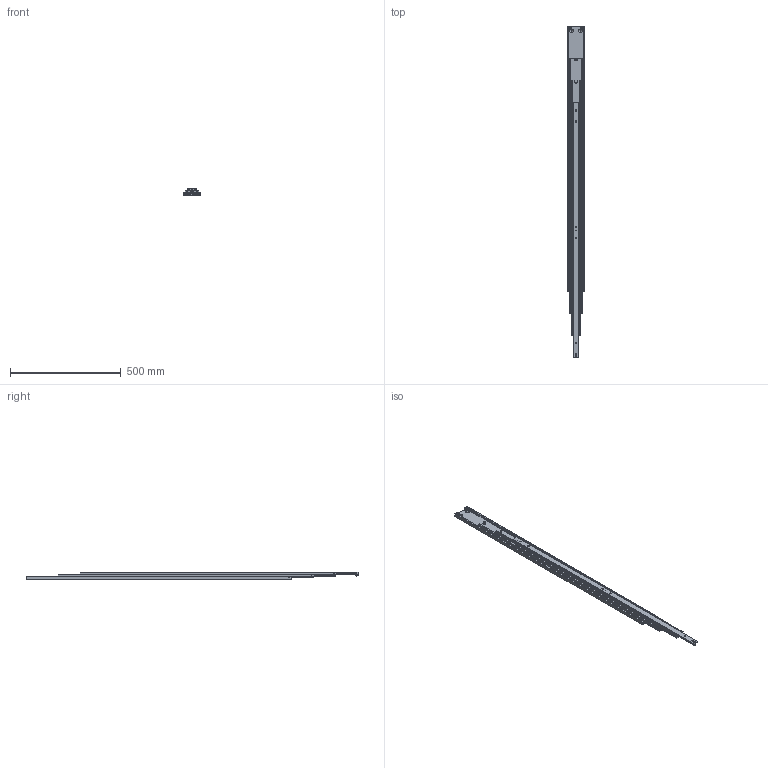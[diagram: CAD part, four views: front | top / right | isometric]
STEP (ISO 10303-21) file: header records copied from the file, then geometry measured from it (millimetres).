
FILE_DESCRIPTION((''),'2;1');
FILE_NAME('XTSR-80-1200.stp','2022-05-23T14:32:58',(''),(''),'Mechanical Desktop 2006','Mechanical Desktop 2006',', , ');
FILE_SCHEMA(('CONFIG_CONTROL_DESIGN'));
Length unit declared in the file: millimetre
Products named in the file (5): XTSR-80-B; MAIN PROFILE; INTER-60; INTER-40; INNER BEAM
Assembly tree (4 placements, depth 2):
  XTSR-80-B
    MAIN PROFILE
    INTER-60
    INTER-40
    INNER BEAM
Bounding box: 80 x 1500 x 32 mm (x, y, z)
Volume: 1812170.9 mm3; surface area: 688237 mm2
Topology: 4 solids, 52 shells, 819 faces, 2078 edges, 1237 vertices
Faces by surface type: cylinder 246, torus 236, cone 182, plane 147, bspline 8
Entity records: 25988 total; most frequent: CARTESIAN_POINT 5784, DIRECTION 4574, ORIENTED_EDGE 4112, EDGE_CURVE 2056, AXIS2_PLACEMENT_3D 1944, VERTEX_POINT 1237, CIRCLE 1124, EDGE_LOOP 865
